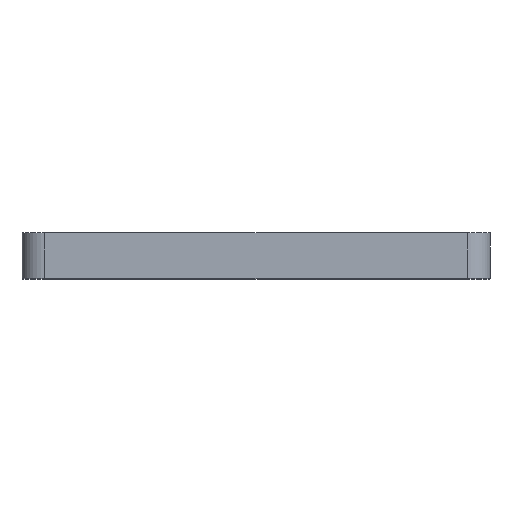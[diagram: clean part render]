
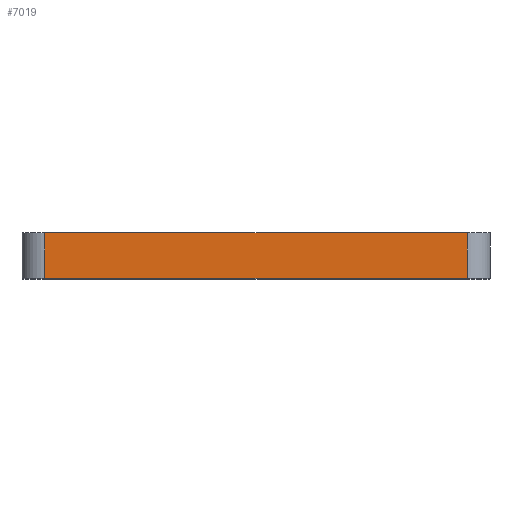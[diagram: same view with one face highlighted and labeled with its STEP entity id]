
A CAD part, top view. The second image highlights one B-rep face of the part: STEP entity #7019.
In plain terms, the highlighted planar face has unit normal (0, 0, 1).
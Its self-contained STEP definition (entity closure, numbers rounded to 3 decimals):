
#144 = CARTESIAN_POINT ( 'NONE',  ( -20.5, 4., 20.5 ) ) ;
#738 = CARTESIAN_POINT ( 'NONE',  ( 18.5, 4., 20.5 ) ) ;
#1142 = EDGE_LOOP ( 'NONE', ( #3716, #11201, #3511, #1409 ) ) ;
#1409 = ORIENTED_EDGE ( 'NONE', *, *, #4467, .T. ) ;
#1471 = PLANE ( 'NONE',  #4747 ) ;
#1595 = DIRECTION ( 'NONE',  ( 0., -1., 0. ) ) ;
#2637 = EDGE_CURVE ( 'NONE', #3331, #9823, #3951, .T. ) ;
#2639 = CARTESIAN_POINT ( 'NONE',  ( 18.5, 0., 20.5 ) ) ;
#3012 = EDGE_CURVE ( 'NONE', #3331, #14188, #12221, .T. ) ;
#3331 = VERTEX_POINT ( 'NONE', #5215 ) ;
#3511 = ORIENTED_EDGE ( 'NONE', *, *, #9703, .T. ) ;
#3582 = CARTESIAN_POINT ( 'NONE',  ( -20.5, 0., 20.5 ) ) ;
#3585 = VECTOR ( 'NONE', #8195, 1000. ) ;
#3716 = ORIENTED_EDGE ( 'NONE', *, *, #2637, .F. ) ;
#3950 = DIRECTION ( 'NONE',  ( -1., 0., 0. ) ) ;
#3951 = LINE ( 'NONE', #144, #3585 ) ;
#4467 = EDGE_CURVE ( 'NONE', #13080, #9823, #8049, .T. ) ;
#4557 = VECTOR ( 'NONE', #4788, 1000. ) ;
#4747 = AXIS2_PLACEMENT_3D ( 'NONE', #8589, #10848, #3950 ) ;
#4788 = DIRECTION ( 'NONE',  ( 1., 0., 0. ) ) ;
#5215 = CARTESIAN_POINT ( 'NONE',  ( -18.5, 4., 20.5 ) ) ;
#5374 = VECTOR ( 'NONE', #1595, 1000. ) ;
#7019 = ADVANCED_FACE ( 'NONE', ( #7478 ), #1471, .F. ) ;
#7478 = FACE_OUTER_BOUND ( 'NONE', #1142, .T. ) ;
#8049 = LINE ( 'NONE', #738, #8980 ) ;
#8195 = DIRECTION ( 'NONE',  ( 1., 0., 0. ) ) ;
#8575 = CARTESIAN_POINT ( 'NONE',  ( 18.5, 4., 20.5 ) ) ;
#8589 = CARTESIAN_POINT ( 'NONE',  ( -20.5, 4., 20.5 ) ) ;
#8868 = DIRECTION ( 'NONE',  ( 0., 1., 0. ) ) ;
#8980 = VECTOR ( 'NONE', #8868, 1000. ) ;
#9703 = EDGE_CURVE ( 'NONE', #14188, #13080, #10702, .T. ) ;
#9823 = VERTEX_POINT ( 'NONE', #8575 ) ;
#10702 = LINE ( 'NONE', #3582, #4557 ) ;
#10848 = DIRECTION ( 'NONE',  ( 0., 0., -1. ) ) ;
#11201 = ORIENTED_EDGE ( 'NONE', *, *, #3012, .T. ) ;
#12147 = CARTESIAN_POINT ( 'NONE',  ( -18.5, 0., 20.5 ) ) ;
#12221 = LINE ( 'NONE', #14245, #5374 ) ;
#13080 = VERTEX_POINT ( 'NONE', #2639 ) ;
#14188 = VERTEX_POINT ( 'NONE', #12147 ) ;
#14245 = CARTESIAN_POINT ( 'NONE',  ( -18.5, 4., 20.5 ) ) ;
